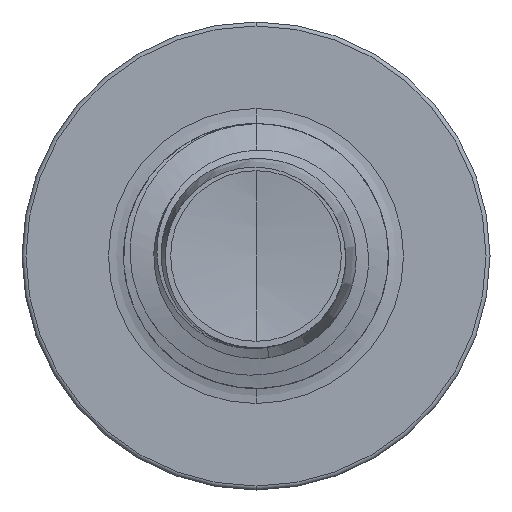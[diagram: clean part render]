
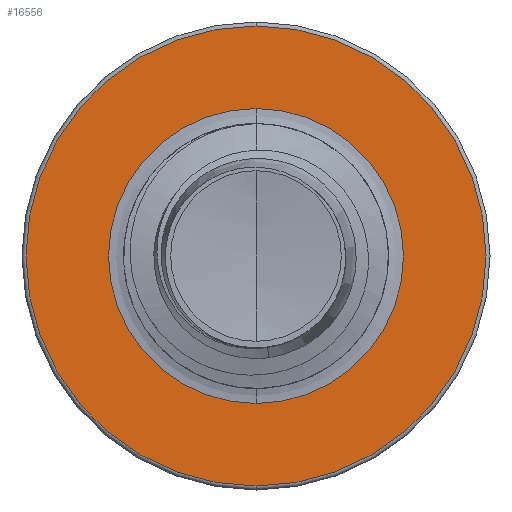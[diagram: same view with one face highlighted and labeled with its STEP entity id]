
A CAD part, front view. The second image highlights one B-rep face of the part: STEP entity #16556.
In plain terms, the highlighted planar face has unit normal (0, -1, 0).
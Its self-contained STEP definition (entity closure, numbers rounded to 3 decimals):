
#345 = AXIS2_PLACEMENT_3D ( 'NONE', #2432, #14370, #4286 ) ;
#657 = FACE_BOUND ( 'NONE', #16647, .T. ) ;
#936 = VERTEX_POINT ( 'NONE', #19753 ) ;
#2432 = CARTESIAN_POINT ( 'NONE',  ( 0., 6., 0. ) ) ;
#3159 = CIRCLE ( 'NONE', #345, 1.67 ) ;
#3201 = VERTEX_POINT ( 'NONE', #13306 ) ;
#3398 = CARTESIAN_POINT ( 'NONE',  ( 0., 6., -1.67 ) ) ;
#4034 = DIRECTION ( 'NONE',  ( 0., 1., 0. ) ) ;
#4091 = AXIS2_PLACEMENT_3D ( 'NONE', #13200, #16315, #6505 ) ;
#4286 = DIRECTION ( 'NONE',  ( 0., 0., 1. ) ) ;
#6505 = DIRECTION ( 'NONE',  ( 0., 0., 1. ) ) ;
#6925 = EDGE_LOOP ( 'NONE', ( #16564, #8961 ) ) ;
#7756 = EDGE_CURVE ( 'NONE', #9731, #13695, #3159, .T. ) ;
#8364 = EDGE_CURVE ( 'NONE', #3201, #936, #18087, .T. ) ;
#8403 = CARTESIAN_POINT ( 'NONE',  ( 0., 6., 0. ) ) ;
#8961 = ORIENTED_EDGE ( 'NONE', *, *, #18730, .F. ) ;
#9268 = CIRCLE ( 'NONE', #19463, 1.67 ) ;
#9731 = VERTEX_POINT ( 'NONE', #3398 ) ;
#10048 = DIRECTION ( 'NONE',  ( 0., 0., 1. ) ) ;
#10284 = DIRECTION ( 'NONE',  ( 0., 1., 0. ) ) ;
#11041 = ORIENTED_EDGE ( 'NONE', *, *, #7756, .T. ) ;
#12210 = FACE_OUTER_BOUND ( 'NONE', #6925, .T. ) ;
#13200 = CARTESIAN_POINT ( 'NONE',  ( 0., 6., -1.67 ) ) ;
#13306 = CARTESIAN_POINT ( 'NONE',  ( 0., 6., 2.605 ) ) ;
#13695 = VERTEX_POINT ( 'NONE', #14475 ) ;
#13983 = CIRCLE ( 'NONE', #16219, 2.605 ) ;
#14157 = CARTESIAN_POINT ( 'NONE',  ( 0., 6., 0. ) ) ;
#14370 = DIRECTION ( 'NONE',  ( 0., 1., 0. ) ) ;
#14475 = CARTESIAN_POINT ( 'NONE',  ( 0., 6., 1.67 ) ) ;
#14498 = PLANE ( 'NONE',  #4091 ) ;
#14880 = ORIENTED_EDGE ( 'NONE', *, *, #19756, .T. ) ;
#15699 = DIRECTION ( 'NONE',  ( 0., 0., 1. ) ) ;
#16219 = AXIS2_PLACEMENT_3D ( 'NONE', #19679, #10284, #21172 ) ;
#16315 = DIRECTION ( 'NONE',  ( 0., 1., 0. ) ) ;
#16556 = ADVANCED_FACE ( 'NONE', ( #12210, #657 ), #14498, .F. ) ;
#16564 = ORIENTED_EDGE ( 'NONE', *, *, #8364, .F. ) ;
#16647 = EDGE_LOOP ( 'NONE', ( #14880, #11041 ) ) ;
#18087 = CIRCLE ( 'NONE', #20125, 2.605 ) ;
#18730 = EDGE_CURVE ( 'NONE', #936, #3201, #13983, .T. ) ;
#19458 = DIRECTION ( 'NONE',  ( 0., 1., 0. ) ) ;
#19463 = AXIS2_PLACEMENT_3D ( 'NONE', #8403, #19458, #10048 ) ;
#19679 = CARTESIAN_POINT ( 'NONE',  ( 0., 6., 0. ) ) ;
#19753 = CARTESIAN_POINT ( 'NONE',  ( 0., 6., -2.605 ) ) ;
#19756 = EDGE_CURVE ( 'NONE', #13695, #9731, #9268, .T. ) ;
#20125 = AXIS2_PLACEMENT_3D ( 'NONE', #14157, #4034, #15699 ) ;
#21172 = DIRECTION ( 'NONE',  ( 0., 0., 1. ) ) ;
